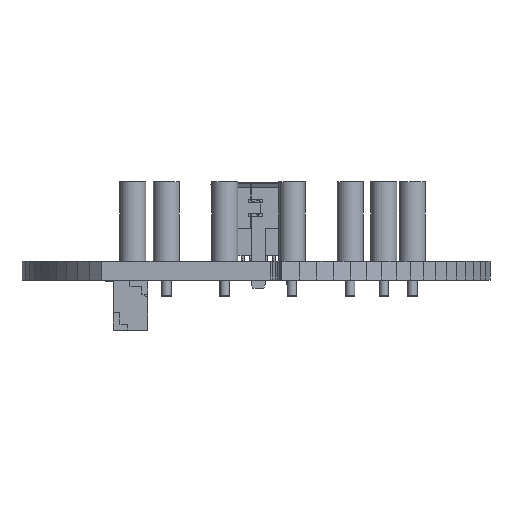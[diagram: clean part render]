
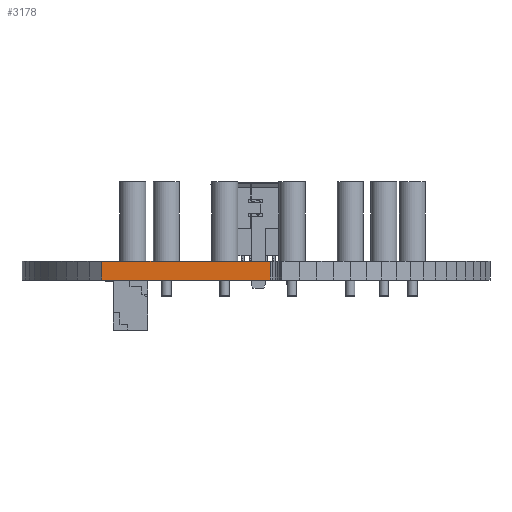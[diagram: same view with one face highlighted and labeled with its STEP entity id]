
A CAD part, front view. The second image highlights one B-rep face of the part: STEP entity #3178.
In plain terms, the highlighted planar face has unit normal (0, -1, 0).
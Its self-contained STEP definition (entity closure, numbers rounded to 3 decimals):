
#3153 = VERTEX_POINT('',#3154);
#3154 = CARTESIAN_POINT('',(1.,-15.,0.));
#3160 = EDGE_CURVE('',#3161,#3153,#3163,.T.);
#3161 = VERTEX_POINT('',#3162);
#3162 = CARTESIAN_POINT('',(1.,-15.,-1.575));
#3163 = LINE('',#3164,#3165);
#3164 = CARTESIAN_POINT('',(1.,-15.,-1.575));
#3165 = VECTOR('',#3166,1.);
#3166 = DIRECTION('',(0.,0.,1.));
#3178 = ADVANCED_FACE('',(#3179),#3204,.T.);
#3179 = FACE_BOUND('',#3180,.T.);
#3180 = EDGE_LOOP('',(#3181,#3182,#3190,#3198));
#3181 = ORIENTED_EDGE('',*,*,#3160,.T.);
#3182 = ORIENTED_EDGE('',*,*,#3183,.T.);
#3183 = EDGE_CURVE('',#3153,#3184,#3186,.T.);
#3184 = VERTEX_POINT('',#3185);
#3185 = CARTESIAN_POINT('',(-13.229,-15.,0.));
#3186 = LINE('',#3187,#3188);
#3187 = CARTESIAN_POINT('',(1.,-15.,0.));
#3188 = VECTOR('',#3189,1.);
#3189 = DIRECTION('',(-1.,0.,0.));
#3190 = ORIENTED_EDGE('',*,*,#3191,.F.);
#3191 = EDGE_CURVE('',#3192,#3184,#3194,.T.);
#3192 = VERTEX_POINT('',#3193);
#3193 = CARTESIAN_POINT('',(-13.229,-15.,-1.575));
#3194 = LINE('',#3195,#3196);
#3195 = CARTESIAN_POINT('',(-13.229,-15.,-1.575));
#3196 = VECTOR('',#3197,1.);
#3197 = DIRECTION('',(0.,0.,1.));
#3198 = ORIENTED_EDGE('',*,*,#3199,.F.);
#3199 = EDGE_CURVE('',#3161,#3192,#3200,.T.);
#3200 = LINE('',#3201,#3202);
#3201 = CARTESIAN_POINT('',(1.,-15.,-1.575));
#3202 = VECTOR('',#3203,1.);
#3203 = DIRECTION('',(-1.,0.,0.));
#3204 = PLANE('',#3205);
#3205 = AXIS2_PLACEMENT_3D('',#3206,#3207,#3208);
#3206 = CARTESIAN_POINT('',(1.,-15.,-1.575));
#3207 = DIRECTION('',(0.,-1.,0.));
#3208 = DIRECTION('',(-1.,0.,0.));
